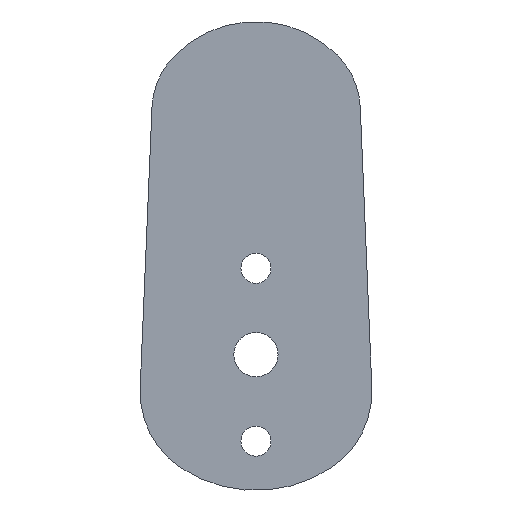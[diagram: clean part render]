
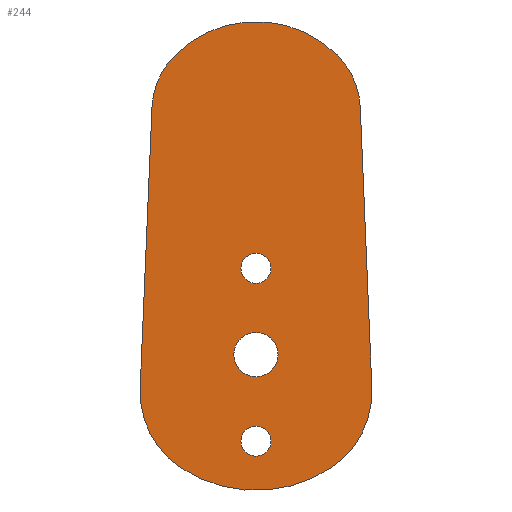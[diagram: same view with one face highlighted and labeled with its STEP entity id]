
A CAD part, front view. The second image highlights one B-rep face of the part: STEP entity #244.
In plain terms, the highlighted planar face has unit normal (0, -1, 0).
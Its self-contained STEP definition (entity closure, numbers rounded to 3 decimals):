
#18=FACE_BOUND('',#51,.T.);
#19=FACE_BOUND('',#52,.T.);
#20=FACE_BOUND('',#53,.T.);
#24=PLANE('',#289);
#34=FACE_OUTER_BOUND('',#50,.T.);
#50=EDGE_LOOP('',(#203,#204,#205,#206,#207,#208,#209,#210));
#51=EDGE_LOOP('',(#211));
#52=EDGE_LOOP('',(#212));
#53=EDGE_LOOP('',(#213));
#64=LINE('',#408,#79);
#68=LINE('',#429,#83);
#79=VECTOR('',#331,10.);
#83=VECTOR('',#353,10.);
#88=CIRCLE('',#267,2.1);
#90=CIRCLE('',#270,3.1);
#92=CIRCLE('',#273,2.1);
#94=CIRCLE('',#276,12.75);
#100=CIRCLE('',#285,12.75);
#101=CIRCLE('',#288,19.);
#102=CIRCLE('',#290,11.);
#103=CIRCLE('',#291,16.088);
#104=CIRCLE('',#292,11.);
#106=VERTEX_POINT('',#379);
#108=VERTEX_POINT('',#385);
#110=VERTEX_POINT('',#391);
#113=VERTEX_POINT('',#398);
#114=VERTEX_POINT('',#400);
#116=VERTEX_POINT('',#406);
#122=VERTEX_POINT('',#422);
#123=VERTEX_POINT('',#423);
#124=VERTEX_POINT('',#428);
#125=VERTEX_POINT('',#434);
#126=VERTEX_POINT('',#436);
#129=EDGE_CURVE('',#106,#106,#88,.T.);
#132=EDGE_CURVE('',#108,#108,#90,.T.);
#135=EDGE_CURVE('',#110,#110,#92,.T.);
#138=EDGE_CURVE('',#113,#114,#94,.T.);
#142=EDGE_CURVE('',#116,#113,#64,.T.);
#149=EDGE_CURVE('',#122,#123,#100,.T.);
#152=EDGE_CURVE('',#123,#124,#68,.T.);
#154=EDGE_CURVE('',#122,#114,#101,.T.);
#155=EDGE_CURVE('',#125,#116,#102,.T.);
#156=EDGE_CURVE('',#126,#125,#103,.T.);
#157=EDGE_CURVE('',#124,#126,#104,.T.);
#203=ORIENTED_EDGE('',*,*,#138,.F.);
#204=ORIENTED_EDGE('',*,*,#142,.F.);
#205=ORIENTED_EDGE('',*,*,#155,.F.);
#206=ORIENTED_EDGE('',*,*,#156,.F.);
#207=ORIENTED_EDGE('',*,*,#157,.F.);
#208=ORIENTED_EDGE('',*,*,#152,.F.);
#209=ORIENTED_EDGE('',*,*,#149,.F.);
#210=ORIENTED_EDGE('',*,*,#154,.T.);
#211=ORIENTED_EDGE('',*,*,#129,.T.);
#212=ORIENTED_EDGE('',*,*,#132,.T.);
#213=ORIENTED_EDGE('',*,*,#135,.T.);
#244=ADVANCED_FACE('',(#34,#18,#19,#20),#24,.T.);
#267=AXIS2_PLACEMENT_3D('',#381,#303,#304);
#270=AXIS2_PLACEMENT_3D('',#387,#310,#311);
#273=AXIS2_PLACEMENT_3D('',#393,#317,#318);
#276=AXIS2_PLACEMENT_3D('',#401,#324,#325);
#285=AXIS2_PLACEMENT_3D('',#424,#347,#348);
#288=AXIS2_PLACEMENT_3D('',#432,#357,#358);
#289=AXIS2_PLACEMENT_3D('',#433,#359,#360);
#290=AXIS2_PLACEMENT_3D('',#435,#361,#362);
#291=AXIS2_PLACEMENT_3D('',#437,#363,#364);
#292=AXIS2_PLACEMENT_3D('',#438,#365,#366);
#303=DIRECTION('center_axis',(0.,1.,0.));
#304=DIRECTION('ref_axis',(1.,0.,0.));
#310=DIRECTION('center_axis',(0.,1.,0.));
#311=DIRECTION('ref_axis',(1.,0.,0.));
#317=DIRECTION('center_axis',(0.,1.,0.));
#318=DIRECTION('ref_axis',(1.,0.,0.));
#324=DIRECTION('center_axis',(0.,1.,0.));
#325=DIRECTION('ref_axis',(0.892,0.,-0.453));
#331=DIRECTION('',(0.041,0.,-0.999));
#347=DIRECTION('center_axis',(0.,1.,0.));
#348=DIRECTION('ref_axis',(-0.891,0.,-0.453));
#353=DIRECTION('',(0.042,0.,0.999));
#357=DIRECTION('center_axis',(0.,-1.,0.));
#358=DIRECTION('ref_axis',(-1.,0.,0.));
#359=DIRECTION('center_axis',(0.,-1.,0.));
#360=DIRECTION('ref_axis',(1.,0.,0.));
#361=DIRECTION('center_axis',(0.,1.,0.));
#362=DIRECTION('ref_axis',(0.705,0.,0.709));
#363=DIRECTION('center_axis',(0.,1.,0.));
#364=DIRECTION('ref_axis',(-0.705,0.,0.709));
#365=DIRECTION('center_axis',(0.,1.,0.));
#366=DIRECTION('ref_axis',(-0.999,0.,0.042));
#379=CARTESIAN_POINT('',(-2.1,-10.,12.1));
#381=CARTESIAN_POINT('Origin',(0.,-10.,12.1));
#385=CARTESIAN_POINT('',(-3.1,-10.,-0.001));
#387=CARTESIAN_POINT('Origin',(0.,-10.,0.));
#391=CARTESIAN_POINT('',(-2.1,-10.,-12.1));
#393=CARTESIAN_POINT('Origin',(0.,-10.,-12.1));
#398=CARTESIAN_POINT('',(16.219,-10.,-4.668));
#400=CARTESIAN_POINT('',(10.579,-10.,-15.783));
#401=CARTESIAN_POINT('Origin',(3.48,-10.,-5.192));
#406=CARTESIAN_POINT('',(14.605,-10.,34.6));
#408=CARTESIAN_POINT('',(16.072,-10.,-1.08));
#422=CARTESIAN_POINT('',(-10.532,-10.,-15.814));
#423=CARTESIAN_POINT('',(-16.203,-10.,-4.665));
#424=CARTESIAN_POINT('Origin',(-3.464,-10.,-5.202));
#428=CARTESIAN_POINT('',(-14.548,-10.,34.61));
#429=CARTESIAN_POINT('',(-14.987,-10.,24.193));
#432=CARTESIAN_POINT('Origin',(0.,-10.,0.));
#433=CARTESIAN_POINT('Origin',(0.,-10.,0.));
#434=CARTESIAN_POINT('',(11.368,-10.,41.952));
#435=CARTESIAN_POINT('Origin',(3.615,-10.,34.148));
#436=CARTESIAN_POINT('',(-11.314,-10.,41.948));
#437=CARTESIAN_POINT('Origin',(0.029,-10.,30.539));
#438=CARTESIAN_POINT('Origin',(-3.558,-10.,34.147));
